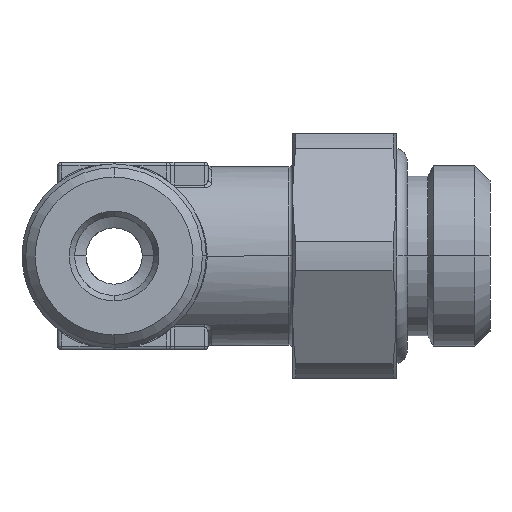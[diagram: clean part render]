
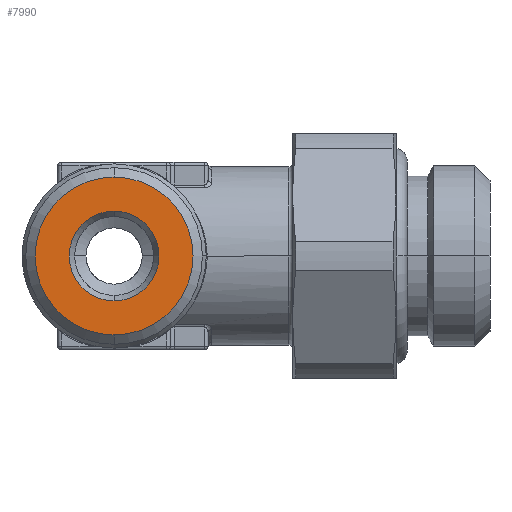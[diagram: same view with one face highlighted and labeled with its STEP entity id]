
A CAD part, left-side view. The second image highlights one B-rep face of the part: STEP entity #7990.
In plain terms, the highlighted planar face has unit normal (-1, 0, 0).
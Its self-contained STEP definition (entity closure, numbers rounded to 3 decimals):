
#2576=CARTESIAN_POINT('',(-22.1,0.,0.));
#2577=DIRECTION('',(-1.,0.,0.));
#2578=DIRECTION('',(0.,0.,-1.));
#2579=AXIS2_PLACEMENT_3D('',#2576,#2577,#2578);
#2589=CARTESIAN_POINT('',(-22.1,0.,0.));
#2590=DIRECTION('',(1.,0.,0.));
#2591=DIRECTION('',(0.,0.,-1.));
#2592=AXIS2_PLACEMENT_3D('',#2589,#2590,#2591);
#2594=CARTESIAN_POINT('',(-22.1,0.,0.));
#2595=DIRECTION('',(1.,0.,0.));
#2596=DIRECTION('',(0.,0.,-1.));
#2597=AXIS2_PLACEMENT_3D('',#2594,#2595,#2596);
#2599=CARTESIAN_POINT('',(-22.1,0.,0.));
#2600=DIRECTION('',(-1.,0.,0.));
#2601=DIRECTION('',(0.,0.,-1.));
#2602=AXIS2_PLACEMENT_3D('',#2599,#2600,#2601);
#3723=CARTESIAN_POINT('',(-22.1,0.,-2.389));
#3725=VERTEX_POINT('',#3723);
#3726=CARTESIAN_POINT('',(-22.1,0.,-4.2));
#3728=VERTEX_POINT('',#3726);
#3733=CARTESIAN_POINT('',(-22.1,0.,2.389));
#3735=VERTEX_POINT('',#3733);
#3736=CARTESIAN_POINT('',(-22.1,0.,4.2));
#3738=VERTEX_POINT('',#3736);
#7975=CARTESIAN_POINT('',(-22.1,0.,0.));
#7976=DIRECTION('',(-1.,0.,0.));
#7977=DIRECTION('',(0.,0.,1.));
#7978=AXIS2_PLACEMENT_3D('',#7975,#7976,#7977);
#7979=PLANE('',#7978);
#7980=ORIENTED_EDGE('',*,*,#7954,.F.);
#7981=ORIENTED_EDGE('',*,*,#7970,.T.);
#7982=EDGE_LOOP('',(#7980,#7981));
#7983=FACE_OUTER_BOUND('',#7982,.F.);
#7985=ORIENTED_EDGE('',*,*,#7984,.F.);
#7987=ORIENTED_EDGE('',*,*,#7986,.T.);
#7988=EDGE_LOOP('',(#7985,#7987));
#7989=FACE_BOUND('',#7988,.F.);
#7990=ADVANCED_FACE('',(#7983,#7989),#7979,.T.);
#2580=CIRCLE('',#2579,4.2);
#2593=CIRCLE('',#2592,4.2);
#2598=CIRCLE('',#2597,2.389);
#2603=CIRCLE('',#2602,2.389);
#7954=EDGE_CURVE('',#3728,#3738,#2580,.T.);
#7970=EDGE_CURVE('',#3728,#3738,#2593,.T.);
#7984=EDGE_CURVE('',#3725,#3735,#2598,.T.);
#7986=EDGE_CURVE('',#3725,#3735,#2603,.T.);
